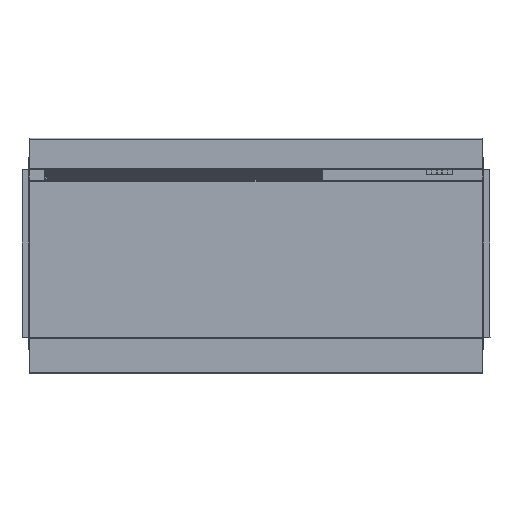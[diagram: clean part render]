
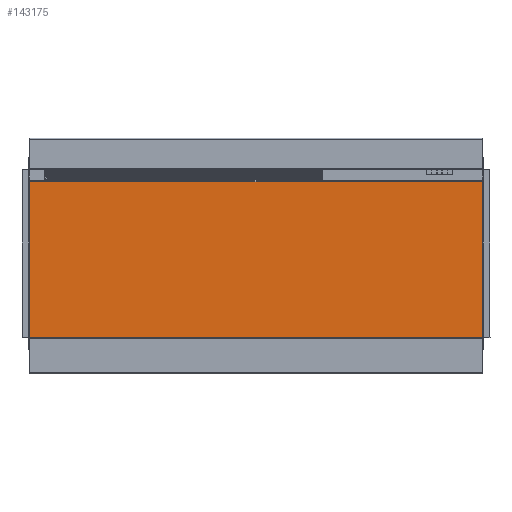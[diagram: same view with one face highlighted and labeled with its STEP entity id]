
A CAD part, top view. The second image highlights one B-rep face of the part: STEP entity #143175.
In plain terms, the highlighted planar face has unit normal (0, 0, 1).
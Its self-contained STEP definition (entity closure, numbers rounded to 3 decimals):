
#7294 = CARTESIAN_POINT ( 'NONE',  ( 459., 72.263, -1. ) ) ;
#9669 = EDGE_LOOP ( 'NONE', ( #128890, #229349, #91079, #101615 ) ) ;
#15725 = CARTESIAN_POINT ( 'NONE',  ( 459., 72.263, -1. ) ) ;
#20051 = DIRECTION ( 'NONE',  ( 0., 0., -1. ) ) ;
#25412 = LINE ( 'NONE', #7294, #32275 ) ;
#29446 = VERTEX_POINT ( 'NONE', #187824 ) ;
#32275 = VECTOR ( 'NONE', #39919, 1000. ) ;
#39919 = DIRECTION ( 'NONE',  ( 0., 1., 0. ) ) ;
#45237 = CARTESIAN_POINT ( 'NONE',  ( 459., 72.263, -1. ) ) ;
#50049 = EDGE_CURVE ( 'NONE', #29446, #200119, #196700, .T. ) ;
#50791 = EDGE_CURVE ( 'NONE', #138777, #208586, #210383, .T. ) ;
#51531 = EDGE_CURVE ( 'NONE', #138777, #200119, #25412, .T. ) ;
#78246 = AXIS2_PLACEMENT_3D ( 'NONE', #184025, #20051, #128604 ) ;
#82260 = CARTESIAN_POINT ( 'NONE',  ( 459., 390., -1. ) ) ;
#83085 = CARTESIAN_POINT ( 'NONE',  ( -459., 72.263, -1. ) ) ;
#91079 = ORIENTED_EDGE ( 'NONE', *, *, #136740, .F. ) ;
#100665 = DIRECTION ( 'NONE',  ( -1., 0., 0. ) ) ;
#101615 = ORIENTED_EDGE ( 'NONE', *, *, #50791, .F. ) ;
#103699 = LINE ( 'NONE', #136334, #170369 ) ;
#103900 = DIRECTION ( 'NONE',  ( 1., 0., 0. ) ) ;
#128604 = DIRECTION ( 'NONE',  ( -1., 0., 0. ) ) ;
#128890 = ORIENTED_EDGE ( 'NONE', *, *, #51531, .T. ) ;
#136334 = CARTESIAN_POINT ( 'NONE',  ( -459., 72.263, -1. ) ) ;
#136740 = EDGE_CURVE ( 'NONE', #208586, #29446, #103699, .T. ) ;
#138677 = DIRECTION ( 'NONE',  ( 0., 1., 0. ) ) ;
#138777 = VERTEX_POINT ( 'NONE', #15725 ) ;
#143175 = ADVANCED_FACE ( 'NONE', ( #181661 ), #144313, .F. ) ;
#144313 = PLANE ( 'NONE',  #78246 ) ;
#170369 = VECTOR ( 'NONE', #138677, 1000. ) ;
#181661 = FACE_OUTER_BOUND ( 'NONE', #9669, .T. ) ;
#184025 = CARTESIAN_POINT ( 'NONE',  ( 459., 72.263, -1. ) ) ;
#187824 = CARTESIAN_POINT ( 'NONE',  ( -459., 390., -1. ) ) ;
#196700 = LINE ( 'NONE', #82260, #199795 ) ;
#199795 = VECTOR ( 'NONE', #103900, 1000. ) ;
#200119 = VERTEX_POINT ( 'NONE', #221670 ) ;
#205230 = VECTOR ( 'NONE', #100665, 1000. ) ;
#208586 = VERTEX_POINT ( 'NONE', #83085 ) ;
#210383 = LINE ( 'NONE', #45237, #205230 ) ;
#221670 = CARTESIAN_POINT ( 'NONE',  ( 459., 390., -1. ) ) ;
#229349 = ORIENTED_EDGE ( 'NONE', *, *, #50049, .F. ) ;
